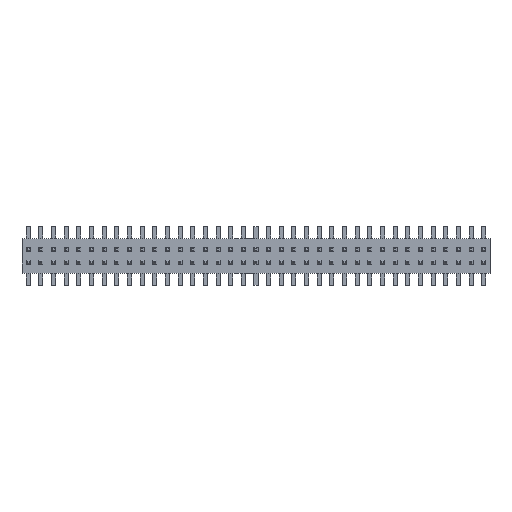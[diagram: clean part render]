
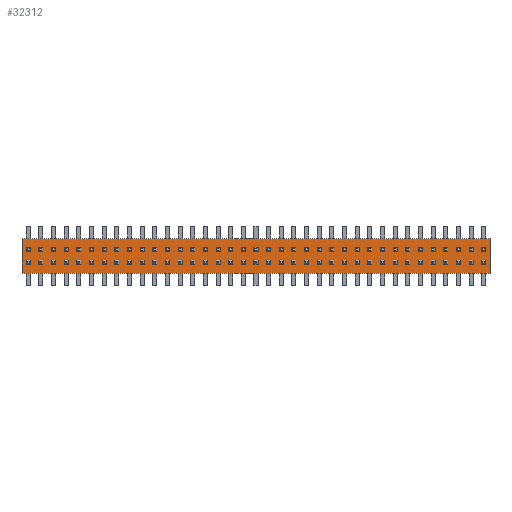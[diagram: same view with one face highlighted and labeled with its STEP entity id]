
A CAD part, top view. The second image highlights one B-rep face of the part: STEP entity #32312.
In plain terms, the highlighted face is planar.
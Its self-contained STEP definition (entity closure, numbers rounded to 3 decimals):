
#32180 = EDGE_CURVE('',#32181,#32183,#32185,.T.);
#32181 = VERTEX_POINT('',#32182);
#32182 = CARTESIAN_POINT('',(-23.495,1.753,-1.715));
#32183 = VERTEX_POINT('',#32184);
#32184 = CARTESIAN_POINT('',(-23.495,1.753,1.715));
#32185 = LINE('',#32186,#32187);
#32186 = CARTESIAN_POINT('',(-23.495,1.753,-1.715));
#32187 = VECTOR('',#32188,1.);
#32188 = DIRECTION('',(0.,0.,1.));
#32220 = EDGE_CURVE('',#32183,#32221,#32223,.T.);
#32221 = VERTEX_POINT('',#32222);
#32222 = CARTESIAN_POINT('',(23.495,1.753,1.715));
#32223 = LINE('',#32224,#32225);
#32224 = CARTESIAN_POINT('',(-23.495,1.753,1.715));
#32225 = VECTOR('',#32226,1.);
#32226 = DIRECTION('',(1.,0.,0.));
#32251 = EDGE_CURVE('',#32221,#32252,#32254,.T.);
#32252 = VERTEX_POINT('',#32253);
#32253 = CARTESIAN_POINT('',(23.495,1.753,-1.715));
#32254 = LINE('',#32255,#32256);
#32255 = CARTESIAN_POINT('',(23.495,1.753,1.715));
#32256 = VECTOR('',#32257,1.);
#32257 = DIRECTION('',(0.,0.,-1.));
#32282 = EDGE_CURVE('',#32252,#32181,#32283,.T.);
#32283 = LINE('',#32284,#32285);
#32284 = CARTESIAN_POINT('',(23.495,1.753,-1.715));
#32285 = VECTOR('',#32286,1.);
#32286 = DIRECTION('',(-1.,0.,0.));
#32312 = ADVANCED_FACE('',(#32313),#32319,.T.);
#32313 = FACE_BOUND('',#32314,.T.);
#32314 = EDGE_LOOP('',(#32315,#32316,#32317,#32318));
#32315 = ORIENTED_EDGE('',*,*,#32180,.T.);
#32316 = ORIENTED_EDGE('',*,*,#32220,.T.);
#32317 = ORIENTED_EDGE('',*,*,#32251,.T.);
#32318 = ORIENTED_EDGE('',*,*,#32282,.T.);
#32319 = PLANE('',#32320);
#32320 = AXIS2_PLACEMENT_3D('',#32321,#32322,#32323);
#32321 = CARTESIAN_POINT('',(0.,1.753,0.));
#32322 = DIRECTION('',(0.,1.,0.));
#32323 = DIRECTION('',(0.,-0.,1.));
